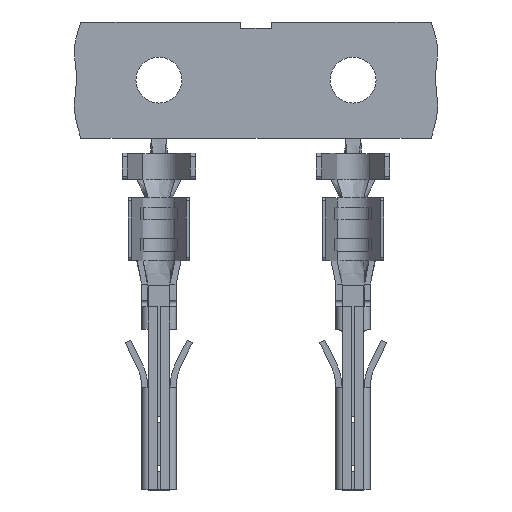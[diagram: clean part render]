
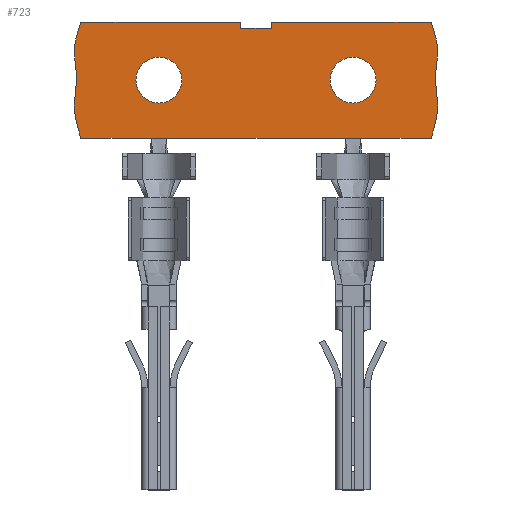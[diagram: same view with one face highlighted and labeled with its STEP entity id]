
A CAD part, top view. The second image highlights one B-rep face of the part: STEP entity #723.
In plain terms, the highlighted planar face has unit normal (0, 0, 1).
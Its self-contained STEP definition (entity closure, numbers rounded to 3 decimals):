
#723 = ADVANCED_FACE( '', ( #1690, #1691, #1692 ), #1693, .F. );
#1690 = FACE_OUTER_BOUND( '', #4139, .T. );
#1691 = FACE_BOUND( '', #4140, .T. );
#1692 = FACE_BOUND( '', #4141, .T. );
#1693 = PLANE( '', #4142 );
#4139 = EDGE_LOOP( '', ( #6892, #6893, #6894, #6895, #6896, #6897, #6898, #6899, #6900, #6901, #6902, #6903 ) );
#4140 = EDGE_LOOP( '', ( #6904 ) );
#4141 = EDGE_LOOP( '', ( #6905 ) );
#4142 = AXIS2_PLACEMENT_3D( '', #6906, #6907, #6908 );
#6892 = ORIENTED_EDGE( '', *, *, #9838, .F. );
#6893 = ORIENTED_EDGE( '', *, *, #9839, .F. );
#6894 = ORIENTED_EDGE( '', *, *, #9840, .F. );
#6895 = ORIENTED_EDGE( '', *, *, #9192, .F. );
#6896 = ORIENTED_EDGE( '', *, *, #9836, .F. );
#6897 = ORIENTED_EDGE( '', *, *, #9841, .F. );
#6898 = ORIENTED_EDGE( '', *, *, #9476, .F. );
#6899 = ORIENTED_EDGE( '', *, *, #9700, .T. );
#6900 = ORIENTED_EDGE( '', *, *, #9672, .F. );
#6901 = ORIENTED_EDGE( '', *, *, #9842, .T. );
#6902 = ORIENTED_EDGE( '', *, *, #9273, .F. );
#6903 = ORIENTED_EDGE( '', *, *, #9843, .T. );
#6904 = ORIENTED_EDGE( '', *, *, #9309, .T. );
#6905 = ORIENTED_EDGE( '', *, *, #9844, .T. );
#6906 = CARTESIAN_POINT( '', ( 0., 0., -0.675 ) );
#6907 = DIRECTION( '', ( 0., 0., -1. ) );
#6908 = DIRECTION( '', ( -1., 0., 0. ) );
#9192 = EDGE_CURVE( '', #10763, #10765, #10766, .T. );
#9273 = EDGE_CURVE( '', #10909, #10911, #10912, .T. );
#9309 = EDGE_CURVE( '', #10973, #10973, #10974, .T. );
#9476 = EDGE_CURVE( '', #10713, #11242, #11245, .T. );
#9672 = EDGE_CURVE( '', #11556, #10516, #11557, .T. );
#9700 = EDGE_CURVE( '', #10713, #10516, #11596, .F. );
#9836 = EDGE_CURVE( '', #11791, #10763, #11793, .T. );
#9838 = EDGE_CURVE( '', #11795, #11796, #11797, .T. );
#9839 = EDGE_CURVE( '', #11798, #11795, #11799, .T. );
#9840 = EDGE_CURVE( '', #10765, #11798, #11800, .T. );
#9841 = EDGE_CURVE( '', #11242, #11791, #11801, .T. );
#9842 = EDGE_CURVE( '', #11556, #10911, #11802, .F. );
#9843 = EDGE_CURVE( '', #10909, #11796, #11803, .T. );
#9844 = EDGE_CURVE( '', #11804, #11804, #11805, .T. );
#10516 = VERTEX_POINT( '', #12682 );
#10713 = VERTEX_POINT( '', #12955 );
#10763 = VERTEX_POINT( '', #13029 );
#10765 = VERTEX_POINT( '', #13032 );
#10766 = LINE( '', #13033, #13034 );
#10909 = VERTEX_POINT( '', #13259 );
#10911 = VERTEX_POINT( '', #13262 );
#10912 = LINE( '', #13263, #13264 );
#10973 = VERTEX_POINT( '', #13349 );
#10974 = CIRCLE( '', #13350, 0.75 );
#11242 = VERTEX_POINT( '', #13779 );
#11245 = LINE( '', #13784, #13785 );
#11556 = VERTEX_POINT( '', #14258 );
#11557 = LINE( '', #14259, #14260 );
#11596 = LINE( '', #14315, #14316 );
#11791 = VERTEX_POINT( '', #14607 );
#11793 = LINE( '', #14610, #14611 );
#11795 = VERTEX_POINT( '', #14613 );
#11796 = VERTEX_POINT( '', #14614 );
#11797 = LINE( '', #14615, #14616 );
#11798 = VERTEX_POINT( '', #14617 );
#11799 = LINE( '', #14618, #14619 );
#11800 = LINE( '', #14620, #14621 );
#11801 = B_SPLINE_CURVE_WITH_KNOTS( '', 3, ( #14622, #14623, #14624, #14625, #14626, #14627, #14628 ), .UNSPECIFIED., .F., .F., ( 4, 1, 1, 1, 4 ), ( 0., 0.28, 0.502, 0.753, 1. ), .UNSPECIFIED. );
#11802 = LINE( '', #14629, #14630 );
#11803 = B_SPLINE_CURVE_WITH_KNOTS( '', 3, ( #14631, #14632, #14633, #14634, #14635, #14636, #14637 ), .UNSPECIFIED., .F., .F., ( 4, 1, 1, 1, 4 ), ( 0., 0.28, 0.502, 0.753, 1. ), .UNSPECIFIED. );
#11804 = VERTEX_POINT( '', #14638 );
#11805 = CIRCLE( '', #14639, 0.75 );
#12682 = CARTESIAN_POINT( '', ( -6.1, 8.15, -0.675 ) );
#12955 = CARTESIAN_POINT( '', ( -6.6, 8.15, -0.675 ) );
#13029 = CARTESIAN_POINT( '', ( -3.677, 11.95, -0.675 ) );
#13032 = CARTESIAN_POINT( '', ( -3.677, 11.75, -0.675 ) );
#13033 = CARTESIAN_POINT( '', ( -3.677, 11.95, -0.675 ) );
#13034 = VECTOR( '', #15957, 1000. );
#13259 = CARTESIAN_POINT( '', ( 2.552, 8.15, -0.675 ) );
#13262 = CARTESIAN_POINT( '', ( 0.25, 8.15, -0.675 ) );
#13263 = CARTESIAN_POINT( '', ( 3.175, 8.15, -0.675 ) );
#13264 = VECTOR( '', #16039, 1000. );
#13349 = CARTESIAN_POINT( '', ( -6.35, 10.8, -0.675 ) );
#13350 = AXIS2_PLACEMENT_3D( '', #16076, #16077, #16078 );
#13779 = CARTESIAN_POINT( '', ( -8.902, 8.15, -0.675 ) );
#13784 = CARTESIAN_POINT( '', ( 3.175, 8.15, -0.675 ) );
#13785 = VECTOR( '', #16253, 1000. );
#14258 = CARTESIAN_POINT( '', ( -0.25, 8.15, -0.675 ) );
#14259 = CARTESIAN_POINT( '', ( 3.175, 8.15, -0.675 ) );
#14260 = VECTOR( '', #16470, 1000. );
#14315 = CARTESIAN_POINT( '', ( -6.1, 8.15, -0.675 ) );
#14316 = VECTOR( '', #16499, 1000. );
#14607 = CARTESIAN_POINT( '', ( -8.902, 11.95, -0.675 ) );
#14610 = CARTESIAN_POINT( '', ( -3.175, 11.95, -0.675 ) );
#14611 = VECTOR( '', #16652, 1000. );
#14613 = CARTESIAN_POINT( '', ( -2.673, 11.95, -0.675 ) );
#14614 = CARTESIAN_POINT( '', ( 2.552, 11.95, -0.675 ) );
#14615 = CARTESIAN_POINT( '', ( -3.175, 11.95, -0.675 ) );
#14616 = VECTOR( '', #16653, 1000. );
#14617 = CARTESIAN_POINT( '', ( -2.673, 11.75, -0.675 ) );
#14618 = CARTESIAN_POINT( '', ( -2.673, 11.75, -0.675 ) );
#14619 = VECTOR( '', #16654, 1000. );
#14620 = CARTESIAN_POINT( '', ( -3.677, 11.75, -0.675 ) );
#14621 = VECTOR( '', #16655, 1000. );
#14622 = CARTESIAN_POINT( '', ( -8.902, 8.15, -0.675 ) );
#14623 = CARTESIAN_POINT( '', ( -9.011, 8.53, -0.675 ) );
#14624 = CARTESIAN_POINT( '', ( -9.204, 9.121, -0.675 ) );
#14625 = CARTESIAN_POINT( '', ( -8.951, 10.096, -0.675 ) );
#14626 = CARTESIAN_POINT( '', ( -9.209, 11.035, -0.675 ) );
#14627 = CARTESIAN_POINT( '', ( -9.005, 11.617, -0.675 ) );
#14628 = CARTESIAN_POINT( '', ( -8.902, 11.95, -0.675 ) );
#14629 = CARTESIAN_POINT( '', ( 0.25, 8.15, -0.675 ) );
#14630 = VECTOR( '', #16656, 1000. );
#14631 = CARTESIAN_POINT( '', ( 2.552, 8.15, -0.675 ) );
#14632 = CARTESIAN_POINT( '', ( 2.661, 8.53, -0.675 ) );
#14633 = CARTESIAN_POINT( '', ( 2.854, 9.121, -0.675 ) );
#14634 = CARTESIAN_POINT( '', ( 2.601, 10.096, -0.675 ) );
#14635 = CARTESIAN_POINT( '', ( 2.859, 11.035, -0.675 ) );
#14636 = CARTESIAN_POINT( '', ( 2.655, 11.617, -0.675 ) );
#14637 = CARTESIAN_POINT( '', ( 2.552, 11.95, -0.675 ) );
#14638 = CARTESIAN_POINT( '', ( 0., 10.8, -0.675 ) );
#14639 = AXIS2_PLACEMENT_3D( '', #16657, #16658, #16659 );
#15957 = DIRECTION( '', ( 0., -1., 0. ) );
#16039 = DIRECTION( '', ( -1., 0., 0. ) );
#16076 = CARTESIAN_POINT( '', ( -6.35, 10.05, -0.675 ) );
#16077 = DIRECTION( '', ( 0., 0., -1. ) );
#16078 = DIRECTION( '', ( 0., 1., 0. ) );
#16253 = DIRECTION( '', ( -1., 0., 0. ) );
#16470 = DIRECTION( '', ( -1., 0., 0. ) );
#16499 = DIRECTION( '', ( -1., 0., 0. ) );
#16652 = DIRECTION( '', ( 1., 0., 0. ) );
#16653 = DIRECTION( '', ( 1., 0., 0. ) );
#16654 = DIRECTION( '', ( 0., 1., 0. ) );
#16655 = DIRECTION( '', ( 1., 0., 0. ) );
#16656 = DIRECTION( '', ( -1., 0., 0. ) );
#16657 = CARTESIAN_POINT( '', ( 0., 10.05, -0.675 ) );
#16658 = DIRECTION( '', ( 0., 0., -1. ) );
#16659 = DIRECTION( '', ( 0., 1., 0. ) );
